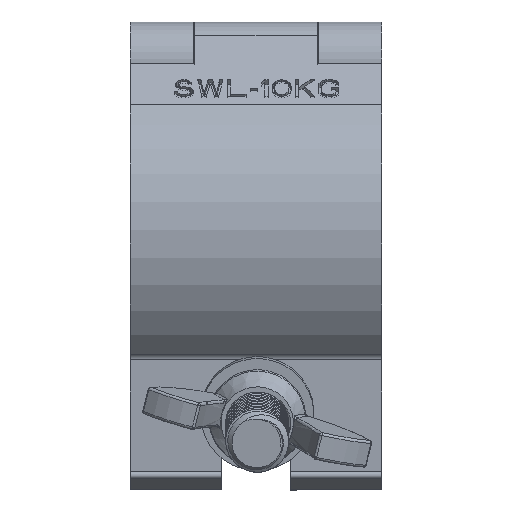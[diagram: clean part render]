
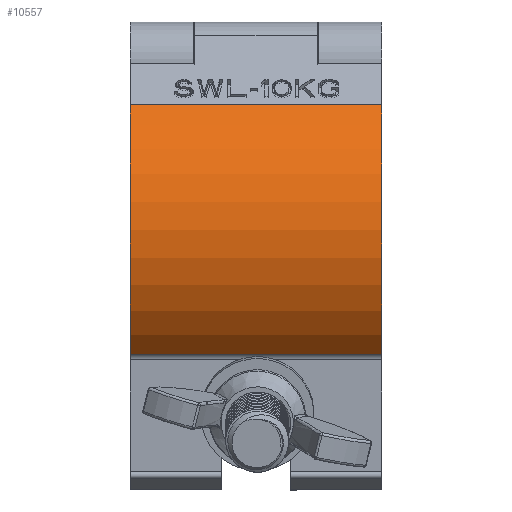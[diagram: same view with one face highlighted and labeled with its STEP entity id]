
A CAD part, top view. The second image highlights one B-rep face of the part: STEP entity #10557.
In plain terms, the highlighted cylindrical face has radius 13.14 mm (diameter 26.28 mm), a partial arc.
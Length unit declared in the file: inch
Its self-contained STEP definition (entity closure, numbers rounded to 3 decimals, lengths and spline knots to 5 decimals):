
#1047=CYLINDRICAL_SURFACE('',#11463,0.51732);
#1293=FACE_OUTER_BOUND('',#1905,.T.);
#1905=EDGE_LOOP('',(#7705,#7706,#7707,#7708));
#2503=CIRCLE('',#11403,0.51732);
#2528=CIRCLE('',#11449,0.51732);
#2837=LINE('',#15491,#3716);
#3043=LINE('',#15926,#3922);
#3716=VECTOR('',#12681,0.7874);
#3922=VECTOR('',#12943,0.7874);
#4585=VERTEX_POINT('',#15378);
#4586=VERTEX_POINT('',#15380);
#4626=VERTEX_POINT('',#15489);
#4822=VERTEX_POINT('',#15893);
#5643=EDGE_CURVE('',#4586,#4585,#2503,.T.);
#5698=EDGE_CURVE('',#4585,#4626,#2837,.T.);
#5900=EDGE_CURVE('',#4822,#4626,#2528,.T.);
#5917=EDGE_CURVE('',#4586,#4822,#3043,.T.);
#7705=ORIENTED_EDGE('',*,*,#5643,.T.);
#7706=ORIENTED_EDGE('',*,*,#5698,.T.);
#7707=ORIENTED_EDGE('',*,*,#5900,.F.);
#7708=ORIENTED_EDGE('',*,*,#5917,.F.);
#10557=ADVANCED_FACE('',(#1293),#1047,.T.);
#11403=AXIS2_PLACEMENT_3D('',#15381,#12579,#12580);
#11449=AXIS2_PLACEMENT_3D('',#15895,#12903,#12904);
#11463=AXIS2_PLACEMENT_3D('',#15927,#12944,#12945);
#12579=DIRECTION('center_axis',(-1.,0.,0.));
#12580=DIRECTION('ref_axis',(0.,-0.757,0.653));
#12681=DIRECTION('',(-1.,0.,0.));
#12903=DIRECTION('center_axis',(-1.,0.,0.));
#12904=DIRECTION('ref_axis',(0.,-0.757,0.653));
#12943=DIRECTION('',(-1.,0.,0.));
#12944=DIRECTION('center_axis',(-1.,0.,0.));
#12945=DIRECTION('ref_axis',(0.,-1.,-0.014));
#15378=CARTESIAN_POINT('',(0.3937,0.38568,0.2766));
#15380=CARTESIAN_POINT('',(0.3937,-0.39567,0.27447));
#15381=CARTESIAN_POINT('Origin',(0.3937,-0.00407,
-0.06357));
#15489=CARTESIAN_POINT('',(-0.3937,0.38568,0.2766));
#15491=CARTESIAN_POINT('',(0.3937,0.38568,0.2766));
#15893=CARTESIAN_POINT('',(-0.3937,-0.39567,0.27447));
#15895=CARTESIAN_POINT('Origin',(-0.3937,-0.00407,
-0.06357));
#15926=CARTESIAN_POINT('',(0.3937,-0.39567,0.27447));
#15927=CARTESIAN_POINT('Origin',(0.3937,-0.00407,
-0.06357));
